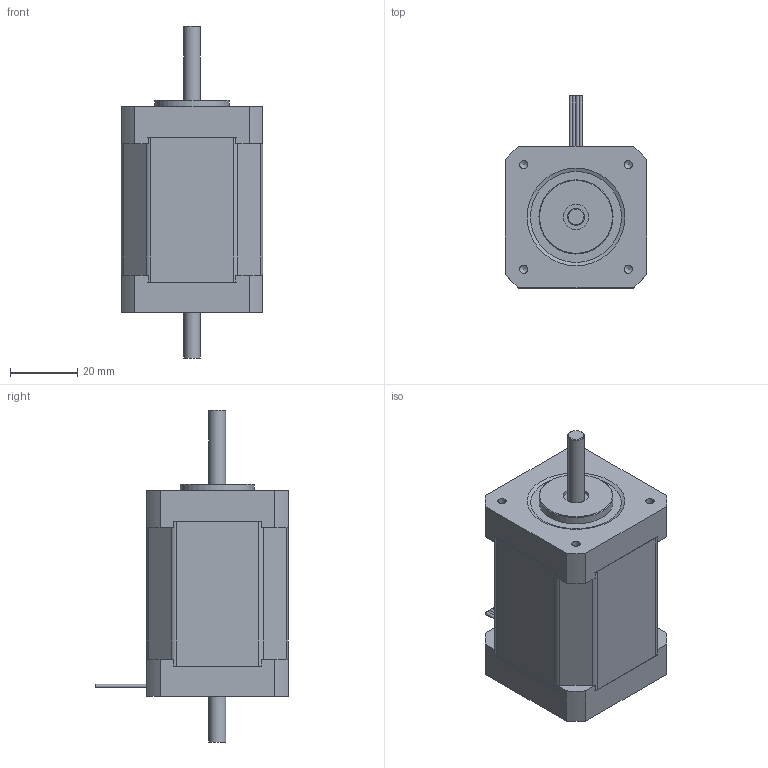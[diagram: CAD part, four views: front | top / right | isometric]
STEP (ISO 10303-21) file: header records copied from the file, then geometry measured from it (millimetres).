
FILE_DESCRIPTION((''),'2;1');
FILE_NAME('STEPPING_MOTOR_ST4118D.stp','2009-07-01T13:44:04',('wei_j'),(''),'Autodesk Inventor 2009','Autodesk Inventor 2009','');
FILE_SCHEMA(('AUTOMOTIVE_DESIGN { 1 0 10303 214 1 1 1 1 }'));
Length unit declared in the file: millimetre
Products named in the file (8): STEPPING_MOTOR_ST4118D; Frontcap_ST4118; shaft_forward_ST4118; Endcap_ST4118; Schrauben_ISO1207_M2.5; leads_4_ST4118; shaft_rear_5x13.5; Stator_ST4118_D
Assembly tree (10 placements, depth 2):
  STEPPING_MOTOR_ST4118D
    Frontcap_ST4118
    shaft_forward_ST4118
    Endcap_ST4118
    Schrauben_ISO1207_M2.5  x4
    leads_4_ST4118
    shaft_rear_5x13.5
    Stator_ST4118_D
Bounding box: 42 x 57 x 98.5 mm (x, y, z)
Volume: 102834.3 mm3; surface area: 21778.8 mm2
Topology: 10 solids, 11 shells, 156 faces, 349 edges, 221 vertices
Faces by surface type: plane 88, cylinder 51, cone 9, torus 8
Full cylindrical faces by diameter (mm): 1 x6, 2.013 x2, 2.459 x4, 2.7 x4, 4.5 x4, 5 x4, 6 x4, 7.5 x1, 10 x1, 22 x1
Entity records: 3672 total; most frequent: DIRECTION 640, CARTESIAN_POINT 591, ORIENTED_EDGE 482, AXIS2_PLACEMENT_3D 256, EDGE_CURVE 241, EDGE_LOOP 181, VERTEX_POINT 167, FACE_OUTER_BOUND 129
